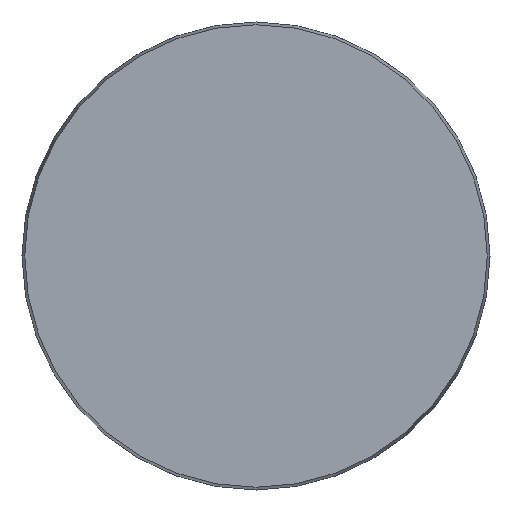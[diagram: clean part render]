
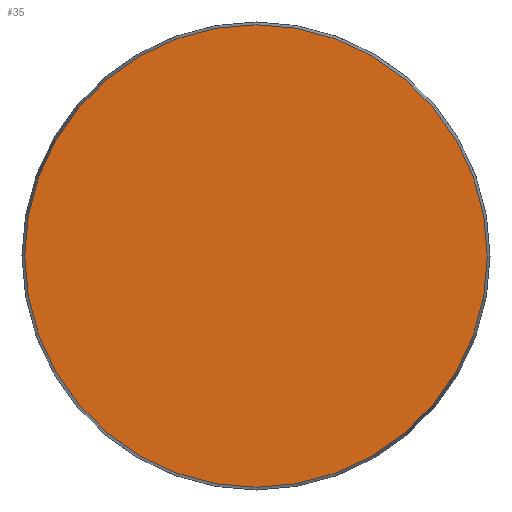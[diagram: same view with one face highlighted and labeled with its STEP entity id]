
A CAD part, front view. The second image highlights one B-rep face of the part: STEP entity #35.
In plain terms, the highlighted planar face has unit normal (0, -1, 0).
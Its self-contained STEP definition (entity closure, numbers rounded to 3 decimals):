
#6 = FACE_OUTER_BOUND ( 'NONE', #542, .T. ) ;
#35 = ADVANCED_FACE ( 'NONE', ( #6 ), #261, .F. ) ;
#58 = DIRECTION ( 'NONE',  ( 0., -1., 0. ) ) ;
#59 = DIRECTION ( 'NONE',  ( 0., 0., -1. ) ) ;
#84 = CARTESIAN_POINT ( 'NONE',  ( 0., 0., -48.425 ) ) ;
#173 = VERTEX_POINT ( 'NONE', #84 ) ;
#182 = CARTESIAN_POINT ( 'NONE',  ( 0., 0., 0. ) ) ;
#221 = AXIS2_PLACEMENT_3D ( 'NONE', #182, #58, #59 ) ;
#238 = CIRCLE ( 'NONE', #221, 48.425 ) ;
#252 = AXIS2_PLACEMENT_3D ( 'NONE', #376, #307, #259 ) ;
#259 = DIRECTION ( 'NONE',  ( 0., 0., 1. ) ) ;
#261 = PLANE ( 'NONE',  #252 ) ;
#307 = DIRECTION ( 'NONE',  ( 0., 1., 0. ) ) ;
#322 = ORIENTED_EDGE ( 'NONE', *, *, #323, .T. ) ;
#323 = EDGE_CURVE ( 'NONE', #173, #173, #238, .T. ) ;
#376 = CARTESIAN_POINT ( 'NONE',  ( -48.425, 0., 0. ) ) ;
#542 = EDGE_LOOP ( 'NONE', ( #322 ) ) ;
